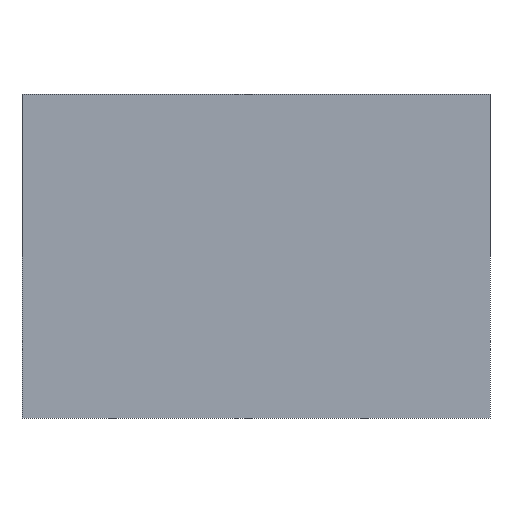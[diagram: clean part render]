
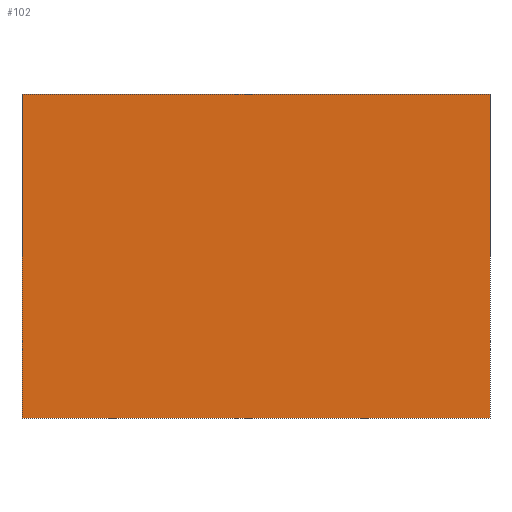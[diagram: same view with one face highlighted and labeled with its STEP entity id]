
A CAD part, left-side view. The second image highlights one B-rep face of the part: STEP entity #102.
In plain terms, the highlighted planar face has unit normal (-1, 0, 0).
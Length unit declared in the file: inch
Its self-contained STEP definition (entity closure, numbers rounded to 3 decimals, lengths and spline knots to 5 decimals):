
#13 = CARTESIAN_POINT ( 'NONE',  ( 2.5, 0., 2.25 ) ) ;
#18 = VECTOR ( 'NONE', #476, 39.37008 ) ;
#21 = LINE ( 'NONE', #511, #520 ) ;
#51 = EDGE_CURVE ( 'NONE', #204, #538, #21, .T. ) ;
#53 = CARTESIAN_POINT ( 'NONE',  ( 2.5, 6.5, -2.25 ) ) ;
#83 = VERTEX_POINT ( 'NONE', #53 ) ;
#102 = ADVANCED_FACE ( 'NONE', ( #428 ), #349, .F. ) ;
#113 = ORIENTED_EDGE ( 'NONE', *, *, #318, .T. ) ;
#125 = CARTESIAN_POINT ( 'NONE',  ( 2.5, 6.5, 2.25 ) ) ;
#180 = DIRECTION ( 'NONE',  ( 0., 0., 1. ) ) ;
#181 = DIRECTION ( 'NONE',  ( 0., -1., 0. ) ) ;
#193 = ORIENTED_EDGE ( 'NONE', *, *, #51, .F. ) ;
#204 = VERTEX_POINT ( 'NONE', #125 ) ;
#248 = ORIENTED_EDGE ( 'NONE', *, *, #584, .T. ) ;
#305 = CARTESIAN_POINT ( 'NONE',  ( 2.5, 6.5, 2.25 ) ) ;
#318 = EDGE_CURVE ( 'NONE', #83, #443, #623, .T. ) ;
#321 = EDGE_CURVE ( 'NONE', #83, #204, #346, .T. ) ;
#342 = DIRECTION ( 'NONE',  ( 0., -1., 0. ) ) ;
#344 = CARTESIAN_POINT ( 'NONE',  ( 2.5, 0., -2.25 ) ) ;
#346 = LINE ( 'NONE', #544, #435 ) ;
#349 = PLANE ( 'NONE',  #557 ) ;
#377 = CARTESIAN_POINT ( 'NONE',  ( 2.5, 6.5, -2.25 ) ) ;
#401 = CARTESIAN_POINT ( 'NONE',  ( 2.5, 0., 2.25 ) ) ;
#428 = FACE_OUTER_BOUND ( 'NONE', #615, .T. ) ;
#435 = VECTOR ( 'NONE', #180, 39.37008 ) ;
#443 = VERTEX_POINT ( 'NONE', #344 ) ;
#455 = DIRECTION ( 'NONE',  ( 0., 0., -1. ) ) ;
#476 = DIRECTION ( 'NONE',  ( 0., 0., 1. ) ) ;
#492 = VECTOR ( 'NONE', #181, 39.37008 ) ;
#511 = CARTESIAN_POINT ( 'NONE',  ( 2.5, 6.5, 2.25 ) ) ;
#520 = VECTOR ( 'NONE', #342, 39.37008 ) ;
#526 = LINE ( 'NONE', #13, #18 ) ;
#538 = VERTEX_POINT ( 'NONE', #401 ) ;
#544 = CARTESIAN_POINT ( 'NONE',  ( 2.5, 6.5, 2.25 ) ) ;
#557 = AXIS2_PLACEMENT_3D ( 'NONE', #305, #566, #455 ) ;
#566 = DIRECTION ( 'NONE',  ( 1., 0., 0. ) ) ;
#582 = ORIENTED_EDGE ( 'NONE', *, *, #321, .F. ) ;
#584 = EDGE_CURVE ( 'NONE', #443, #538, #526, .T. ) ;
#615 = EDGE_LOOP ( 'NONE', ( #248, #193, #582, #113 ) ) ;
#623 = LINE ( 'NONE', #377, #492 ) ;
